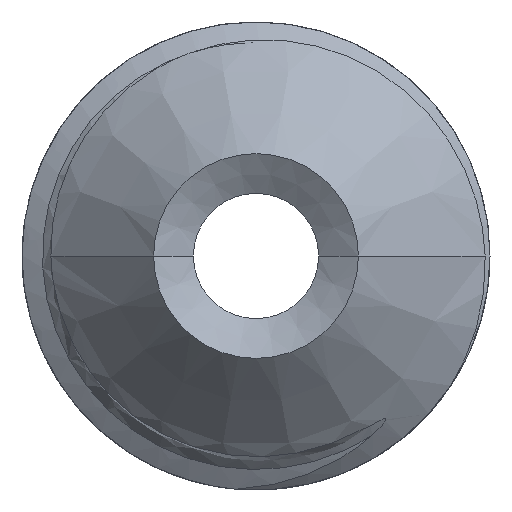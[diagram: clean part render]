
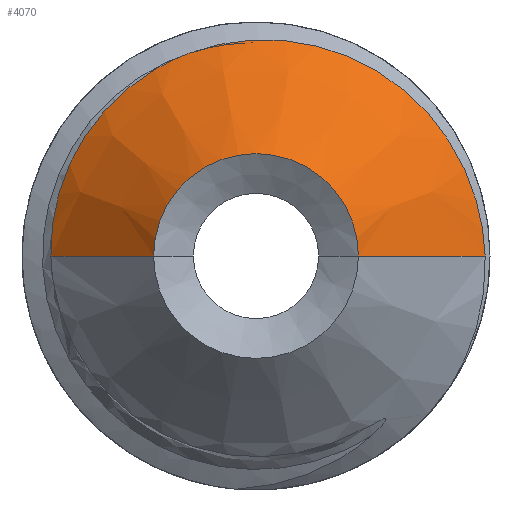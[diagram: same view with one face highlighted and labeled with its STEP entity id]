
A CAD part, left-side view. The second image highlights one B-rep face of the part: STEP entity #4070.
In plain terms, the highlighted conical face has half-angle 45 degrees and reference radius 1.417 mm.
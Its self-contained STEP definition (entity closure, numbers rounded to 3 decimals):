
#1811=CARTESIAN_POINT('',(0.95,0.573,1.733));
#1812=CARTESIAN_POINT('',(0.954,0.483,
1.766));
#1813=CARTESIAN_POINT('',(0.961,0.296,
1.82));
#1814=CARTESIAN_POINT('',(0.973,0.001,
1.856));
#1815=CARTESIAN_POINT('',(0.984,-0.298,
1.843));
#1816=CARTESIAN_POINT('',(0.995,-0.588,
1.783));
#1817=CARTESIAN_POINT('',(1.006,-0.863,
1.68));
#1818=CARTESIAN_POINT('',(1.017,-1.12,1.534));
#1819=CARTESIAN_POINT('',(1.028,-1.355,1.347));
#1820=CARTESIAN_POINT('',(1.039,-1.558,1.126));
#1821=CARTESIAN_POINT('',(1.05,-1.724,
0.876));
#1822=CARTESIAN_POINT('',(1.061,-1.851,
0.597));
#1823=CARTESIAN_POINT('',(1.073,-1.932,
0.302));
#1824=CARTESIAN_POINT('',(1.08,-1.955,
0.101));
#1825=CARTESIAN_POINT('',(1.083,-1.958,0.));
#1901=DIRECTION('',(0.707,0.707,0.));
#1902=VECTOR('',#1901,1.242);
#1903=CARTESIAN_POINT('',(0.,0.875,0.));
#1904=LINE('',#1903,#1902);
#1905=DIRECTION('',(0.707,-0.707,0.));
#1906=VECTOR('',#1905,1.532);
#1907=CARTESIAN_POINT('',(0.,-0.875,0.));
#1908=LINE('',#1907,#1906);
#1909=CARTESIAN_POINT('',(0.,0.,0.));
#1910=DIRECTION('',(1.,0.,0.));
#1911=DIRECTION('',(0.,1.,0.));
#1912=AXIS2_PLACEMENT_3D('',#1909,#1910,#1911);
#2235=CARTESIAN_POINT('',(0.878,1.753,
0.));
#2236=CARTESIAN_POINT('',(0.88,1.755,
0.091));
#2237=CARTESIAN_POINT('',(0.885,1.746,
0.275));
#2238=CARTESIAN_POINT('',(0.893,1.69,
0.544));
#2239=CARTESIAN_POINT('',(0.901,1.592,
0.804));
#2240=CARTESIAN_POINT('',(0.91,1.455,1.046));
#2241=CARTESIAN_POINT('',(0.919,1.282,1.266));
#2242=CARTESIAN_POINT('',(0.929,1.072,1.461));
#2243=CARTESIAN_POINT('',(0.939,0.833,
1.62));
#2244=CARTESIAN_POINT('',(0.946,0.661,
1.7));
#2245=CARTESIAN_POINT('',(0.95,0.573,1.733));
#2415=CARTESIAN_POINT('',(0.,0.875,0.));
#2416=CARTESIAN_POINT('',(0.878,1.753,
0.));
#2417=VERTEX_POINT('',#2415);
#2418=VERTEX_POINT('',#2416);
#2419=CARTESIAN_POINT('',(0.,-0.875,0.));
#2420=CARTESIAN_POINT('',(1.083,-1.958,0.));
#2421=VERTEX_POINT('',#2419);
#2422=VERTEX_POINT('',#2420);
#2470=VERTEX_POINT('',#2245);
#4054=CARTESIAN_POINT('',(0.542,0.,0.));
#4055=DIRECTION('',(1.,0.,0.));
#4056=DIRECTION('',(0.,-1.,0.));
#4057=AXIS2_PLACEMENT_3D('',#4054,#4055,#4056);
#4058=CONICAL_SURFACE('',#4057,1.417,45.);
#4060=ORIENTED_EDGE('',*,*,#4059,.T.);
#4062=ORIENTED_EDGE('',*,*,#4061,.T.);
#4063=ORIENTED_EDGE('',*,*,#4042,.T.);
#4065=ORIENTED_EDGE('',*,*,#4064,.F.);
#4067=ORIENTED_EDGE('',*,*,#4066,.F.);
#4068=EDGE_LOOP('',(#4060,#4062,#4063,#4065,#4067));
#4069=FACE_OUTER_BOUND('',#4068,.F.);
#1826=B_SPLINE_CURVE_WITH_KNOTS('',3,(#1811,#1812,#1813,#1814,#1815,#1816,#1817,
#1818,#1819,#1820,#1821,#1822,#1823,#1824,#1825),.UNSPECIFIED.,.F.,.F.,(4,1,1,1,
1,1,1,1,1,1,1,1,4),(0.,0.083,0.167,0.25,
0.333,0.417,0.5,0.583,0.667,
0.75,0.833,0.917,1.),.UNSPECIFIED.);
#1913=CIRCLE('',#1912,0.875);
#2246=B_SPLINE_CURVE_WITH_KNOTS('',3,(#2235,#2236,#2237,#2238,#2239,#2240,#2241,
#2242,#2243,#2244,#2245),.UNSPECIFIED.,.F.,.F.,(4,1,1,1,1,1,1,1,4),(0.,
0.125,0.25,0.375,0.5,0.625,0.75,0.875,1.),.UNSPECIFIED.);
#4042=EDGE_CURVE('',#2470,#2422,#1826,.T.);
#4059=EDGE_CURVE('',#2417,#2418,#1904,.T.);
#4061=EDGE_CURVE('',#2418,#2470,#2246,.T.);
#4064=EDGE_CURVE('',#2421,#2422,#1908,.T.);
#4066=EDGE_CURVE('',#2417,#2421,#1913,.T.);
#4070=ADVANCED_FACE('',(#4069),#4058,.T.);
